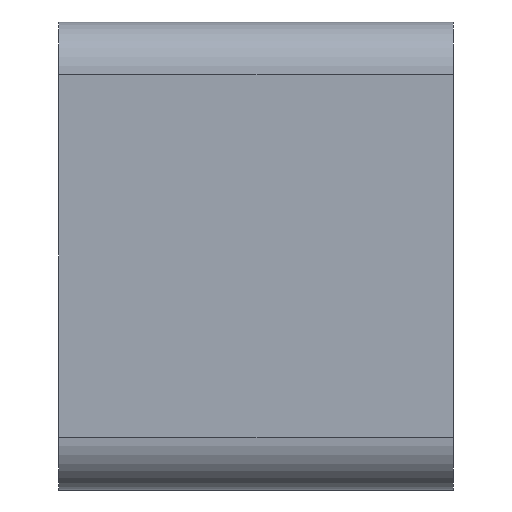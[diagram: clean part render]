
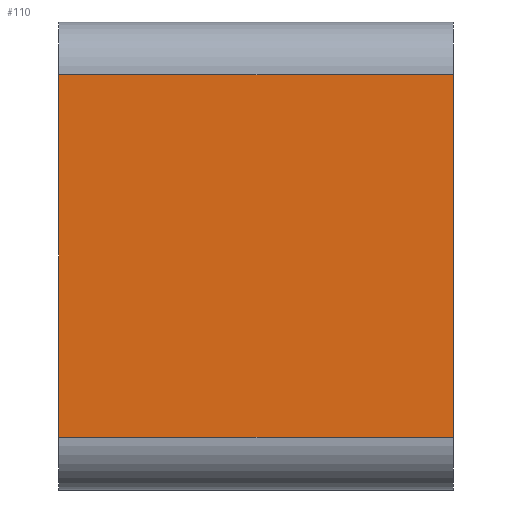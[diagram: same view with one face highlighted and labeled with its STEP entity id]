
A CAD part, left-side view. The second image highlights one B-rep face of the part: STEP entity #110.
In plain terms, the highlighted planar face has unit normal (-1, 0, 0).
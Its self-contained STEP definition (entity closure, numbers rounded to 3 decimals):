
#4 = DIRECTION ( 'NONE',  ( 0., -1., 0. ) ) ;
#12 = FACE_OUTER_BOUND ( 'NONE', #676, .T. ) ;
#63 = ORIENTED_EDGE ( 'NONE', *, *, #654, .T. ) ;
#97 = EDGE_CURVE ( 'NONE', #1023, #573, #1184, .T. ) ;
#107 = CARTESIAN_POINT ( 'NONE',  ( -12.7, 15., -8.89 ) ) ;
#110 = ADVANCED_FACE ( 'NONE', ( #12 ), #208, .F. ) ;
#208 = PLANE ( 'NONE',  #503 ) ;
#213 = DIRECTION ( 'NONE',  ( 0., 0., 1. ) ) ;
#227 = VECTOR ( 'NONE', #4, 1000. ) ;
#238 = ORIENTED_EDGE ( 'NONE', *, *, #1161, .F. ) ;
#264 = DIRECTION ( 'NONE',  ( 0., 1., 0. ) ) ;
#341 = ORIENTED_EDGE ( 'NONE', *, *, #468, .T. ) ;
#342 = VERTEX_POINT ( 'NONE', #1139 ) ;
#384 = DIRECTION ( 'NONE',  ( 0., 0., 1. ) ) ;
#397 = DIRECTION ( 'NONE',  ( 1., 0., 0. ) ) ;
#406 = CARTESIAN_POINT ( 'NONE',  ( -12.7, 0., 6.89 ) ) ;
#468 = EDGE_CURVE ( 'NONE', #1123, #1023, #688, .T. ) ;
#503 = AXIS2_PLACEMENT_3D ( 'NONE', #107, #397, #505 ) ;
#505 = DIRECTION ( 'NONE',  ( 0., 0., -1. ) ) ;
#537 = CARTESIAN_POINT ( 'NONE',  ( -12.7, 0., -6.89 ) ) ;
#541 = CARTESIAN_POINT ( 'NONE',  ( -12.7, 15., 6.89 ) ) ;
#573 = VERTEX_POINT ( 'NONE', #406 ) ;
#632 = VECTOR ( 'NONE', #213, 1000. ) ;
#654 = EDGE_CURVE ( 'NONE', #573, #342, #1140, .T. ) ;
#658 = VECTOR ( 'NONE', #264, 1000. ) ;
#676 = EDGE_LOOP ( 'NONE', ( #1065, #63, #238, #341 ) ) ;
#688 = LINE ( 'NONE', #1260, #227 ) ;
#700 = LINE ( 'NONE', #1167, #632 ) ;
#889 = CARTESIAN_POINT ( 'NONE',  ( -12.7, 0., -8.89 ) ) ;
#977 = VECTOR ( 'NONE', #384, 1000. ) ;
#1023 = VERTEX_POINT ( 'NONE', #537 ) ;
#1065 = ORIENTED_EDGE ( 'NONE', *, *, #97, .T. ) ;
#1092 = CARTESIAN_POINT ( 'NONE',  ( -12.7, 15., -6.89 ) ) ;
#1123 = VERTEX_POINT ( 'NONE', #1092 ) ;
#1139 = CARTESIAN_POINT ( 'NONE',  ( -12.7, 15., 6.89 ) ) ;
#1140 = LINE ( 'NONE', #541, #658 ) ;
#1161 = EDGE_CURVE ( 'NONE', #1123, #342, #700, .T. ) ;
#1167 = CARTESIAN_POINT ( 'NONE',  ( -12.7, 15., -8.89 ) ) ;
#1184 = LINE ( 'NONE', #889, #977 ) ;
#1260 = CARTESIAN_POINT ( 'NONE',  ( -12.7, 0., -6.89 ) ) ;
